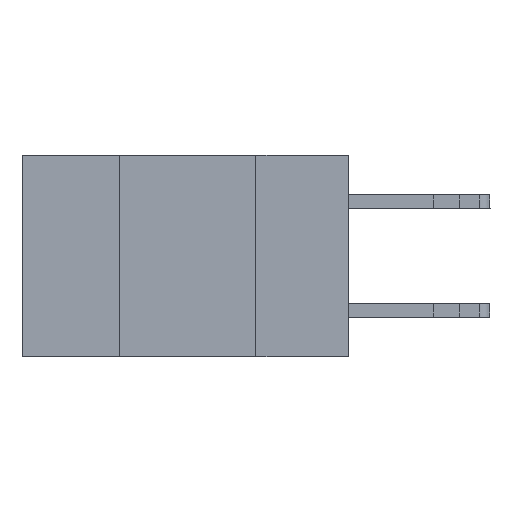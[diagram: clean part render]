
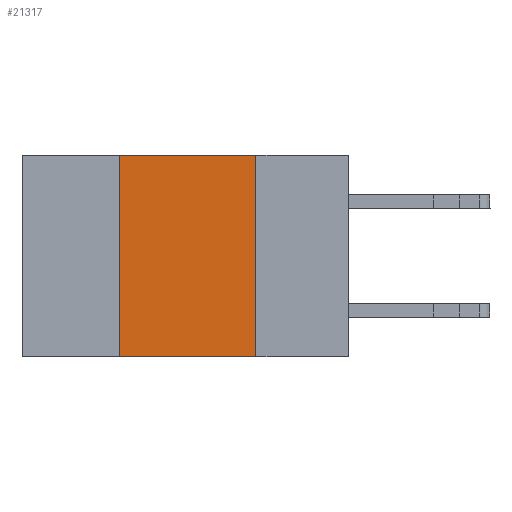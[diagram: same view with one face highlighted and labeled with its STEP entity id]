
A CAD part, left-side view. The second image highlights one B-rep face of the part: STEP entity #21317.
In plain terms, the highlighted planar face has unit normal (-1, 0, 0).
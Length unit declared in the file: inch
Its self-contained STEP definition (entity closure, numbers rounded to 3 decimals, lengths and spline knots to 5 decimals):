
#2296 = CARTESIAN_POINT ( 'NONE',  ( 0., 0.42, 0. ) ) ;
#2431 = ORIENTED_EDGE ( 'NONE', *, *, #10093, .F. ) ;
#2477 = ORIENTED_EDGE ( 'NONE', *, *, #11368, .F. ) ;
#2679 = CARTESIAN_POINT ( 'NONE',  ( 0., 0.6, 0. ) ) ;
#3578 = DIRECTION ( 'NONE',  ( 0., 0., 1. ) ) ;
#3968 = LINE ( 'NONE', #8463, #4541 ) ;
#4239 = LINE ( 'NONE', #20205, #23463 ) ;
#4541 = VECTOR ( 'NONE', #13925, 39.37008 ) ;
#4557 = LINE ( 'NONE', #21598, #14531 ) ;
#4641 = VERTEX_POINT ( 'NONE', #16643 ) ;
#5013 = ORIENTED_EDGE ( 'NONE', *, *, #18880, .T. ) ;
#5093 = EDGE_CURVE ( 'NONE', #4641, #16959, #3968, .T. ) ;
#5244 = CARTESIAN_POINT ( 'NONE',  ( 0., 0.17, -0.37 ) ) ;
#6258 = EDGE_LOOP ( 'NONE', ( #16693, #2477, #2431, #5013 ) ) ;
#6509 = DIRECTION ( 'NONE',  ( 0., 0., -1. ) ) ;
#7222 = DIRECTION ( 'NONE',  ( 0., -1., 0. ) ) ;
#8299 = PLANE ( 'NONE',  #8482 ) ;
#8463 = CARTESIAN_POINT ( 'NONE',  ( 0., 0.17, -0.37 ) ) ;
#8482 = AXIS2_PLACEMENT_3D ( 'NONE', #2679, #17670, #6509 ) ;
#8560 = FACE_OUTER_BOUND ( 'NONE', #6258, .T. ) ;
#8975 = VERTEX_POINT ( 'NONE', #2296 ) ;
#9727 = CARTESIAN_POINT ( 'NONE',  ( 0., 0.42, -0.37 ) ) ;
#10093 = EDGE_CURVE ( 'NONE', #14069, #8975, #10409, .T. ) ;
#10409 = LINE ( 'NONE', #14799, #20319 ) ;
#10448 = DIRECTION ( 'NONE',  ( 0., -1., 0. ) ) ;
#11368 = EDGE_CURVE ( 'NONE', #8975, #4641, #4239, .T. ) ;
#13925 = DIRECTION ( 'NONE',  ( 0., 0., -1. ) ) ;
#14069 = VERTEX_POINT ( 'NONE', #9727 ) ;
#14531 = VECTOR ( 'NONE', #10448, 39.37008 ) ;
#14799 = CARTESIAN_POINT ( 'NONE',  ( 0., 0.42, -0.37 ) ) ;
#16643 = CARTESIAN_POINT ( 'NONE',  ( 0., 0.17, 0. ) ) ;
#16693 = ORIENTED_EDGE ( 'NONE', *, *, #5093, .F. ) ;
#16959 = VERTEX_POINT ( 'NONE', #5244 ) ;
#17670 = DIRECTION ( 'NONE',  ( 1., 0., 0. ) ) ;
#18880 = EDGE_CURVE ( 'NONE', #14069, #16959, #4557, .T. ) ;
#20205 = CARTESIAN_POINT ( 'NONE',  ( 0., 0.6, 0. ) ) ;
#20319 = VECTOR ( 'NONE', #3578, 39.37008 ) ;
#21317 = ADVANCED_FACE ( 'NONE', ( #8560 ), #8299, .F. ) ;
#21598 = CARTESIAN_POINT ( 'NONE',  ( 0., 0.6, -0.37 ) ) ;
#23463 = VECTOR ( 'NONE', #7222, 39.37008 ) ;
